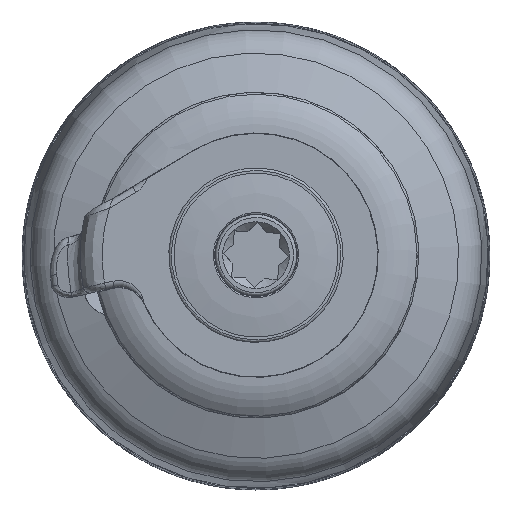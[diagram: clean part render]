
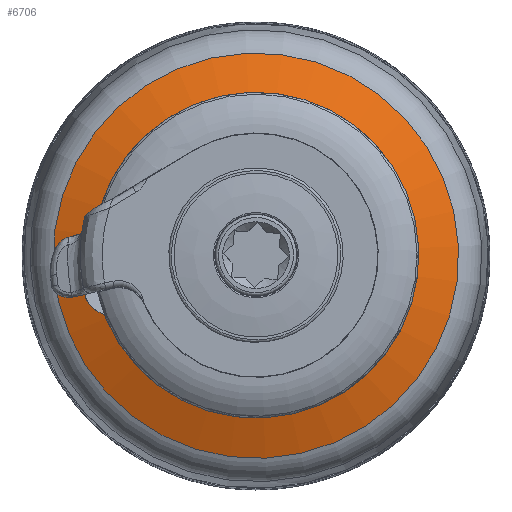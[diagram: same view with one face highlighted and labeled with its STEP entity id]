
A CAD part, top view. The second image highlights one B-rep face of the part: STEP entity #6706.
In plain terms, the highlighted conical face has half-angle 69.999 degrees and reference radius 67.693 mm.
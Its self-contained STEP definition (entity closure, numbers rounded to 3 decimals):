
#1467=FACE_BOUND('',#2393,.T.);
#1884=FACE_OUTER_BOUND('',#2392,.T.);
#2392=EDGE_LOOP('',(#6200));
#2393=EDGE_LOOP('',(#6201));
#2751=CIRCLE('',#7411,79.017);
#2752=CIRCLE('',#7413,56.369);
#3395=VERTEX_POINT('',#15051);
#3396=VERTEX_POINT('',#15054);
#4346=EDGE_CURVE('',#3395,#3395,#2751,.T.);
#4347=EDGE_CURVE('',#3396,#3396,#2752,.T.);
#6200=ORIENTED_EDGE('',*,*,#4347,.F.);
#6201=ORIENTED_EDGE('',*,*,#4346,.T.);
#6308=CONICAL_SURFACE('',#7412,67.693,69.999);
#6706=ADVANCED_FACE('',(#1884,#1467),#6308,.T.);
#7411=AXIS2_PLACEMENT_3D('',#15052,#9175,#9176);
#7412=AXIS2_PLACEMENT_3D('',#15053,#9177,#9178);
#7413=AXIS2_PLACEMENT_3D('',#15055,#9179,#9180);
#9175=DIRECTION('center_axis',(0.,0.,
1.));
#9176=DIRECTION('ref_axis',(0.795,-0.606,0.));
#9177=DIRECTION('center_axis',(0.,0.,
-1.));
#9178=DIRECTION('ref_axis',(0.795,-0.606,0.));
#9179=DIRECTION('center_axis',(0.,0.,
1.));
#9180=DIRECTION('ref_axis',(0.795,-0.606,0.));
#15051=CARTESIAN_POINT('',(62.85,-47.891,69.261));
#15052=CARTESIAN_POINT('Origin',(0.,0.,
69.261));
#15053=CARTESIAN_POINT('Origin',(0.,0.,
73.383));
#15054=CARTESIAN_POINT('',(44.836,-34.165,77.505));
#15055=CARTESIAN_POINT('Origin',(0.,0.,
77.505));
